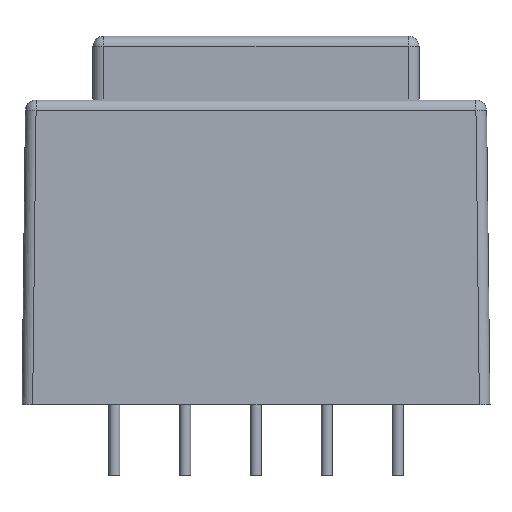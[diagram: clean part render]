
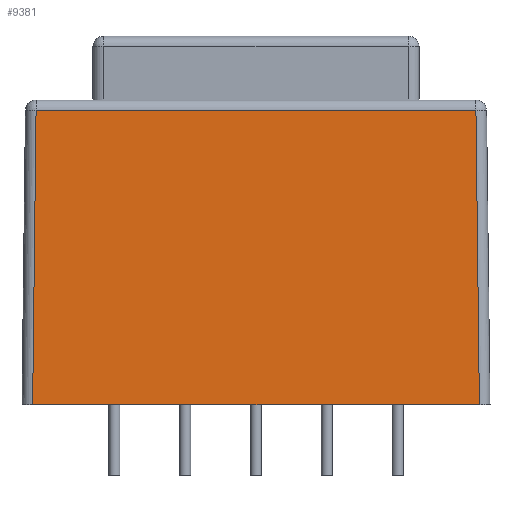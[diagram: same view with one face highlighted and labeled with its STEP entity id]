
A CAD part, front view. The second image highlights one B-rep face of the part: STEP entity #9381.
In plain terms, the highlighted planar face has unit normal (0, -1, 0.012).
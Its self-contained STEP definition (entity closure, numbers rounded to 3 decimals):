
#778=PLANE('',#10000);
#1077=FACE_OUTER_BOUND('',#1628,.T.);
#1628=EDGE_LOOP('',(#6532,#6533,#6534,#6535));
#2192=LINE('',#12276,#3106);
#2195=LINE('',#12283,#3109);
#2200=LINE('',#12294,#3114);
#2208=LINE('',#12312,#3122);
#3106=VECTOR('',#10482,10.);
#3109=VECTOR('',#10489,10.);
#3114=VECTOR('',#10502,10.);
#3122=VECTOR('',#10522,10.);
#4096=VERTEX_POINT('',#12262);
#4101=VERTEX_POINT('',#12272);
#4102=VERTEX_POINT('',#12279);
#4105=VERTEX_POINT('',#12292);
#5058=EDGE_CURVE('',#4096,#4101,#2192,.T.);
#5062=EDGE_CURVE('',#4101,#4102,#2195,.T.);
#5068=EDGE_CURVE('',#4105,#4096,#2200,.T.);
#5078=EDGE_CURVE('',#4102,#4105,#2208,.T.);
#6532=ORIENTED_EDGE('',*,*,#5062,.F.);
#6533=ORIENTED_EDGE('',*,*,#5058,.F.);
#6534=ORIENTED_EDGE('',*,*,#5068,.F.);
#6535=ORIENTED_EDGE('',*,*,#5078,.F.);
#9381=ADVANCED_FACE('',(#1077),#778,.T.);
#10000=AXIS2_PLACEMENT_3D('',#12311,#10520,#10521);
#10482=DIRECTION('',(1.,0.,0.));
#10489=DIRECTION('',(0.012,-0.012,-1.));
#10502=DIRECTION('',(0.012,0.012,1.));
#10520=DIRECTION('center_axis',(0.,-1.,
0.012));
#10521=DIRECTION('ref_axis',(0.,-0.012,
-1.));
#10522=DIRECTION('',(-1.,0.,0.));
#12262=CARTESIAN_POINT('',(-15.509,-13.759,20.759));
#12272=CARTESIAN_POINT('',(15.509,-13.759,20.759));
#12276=CARTESIAN_POINT('',(8.125,-13.759,20.759));
#12279=CARTESIAN_POINT('',(15.75,-14.,0.));
#12283=CARTESIAN_POINT('',(15.498,-13.748,21.651));
#12292=CARTESIAN_POINT('',(-15.75,-14.,0.));
#12294=CARTESIAN_POINT('',(-15.498,-13.748,21.68));
#12311=CARTESIAN_POINT('Origin',(16.25,-13.75,21.5));
#12312=CARTESIAN_POINT('',(16.5,-14.,0.));
